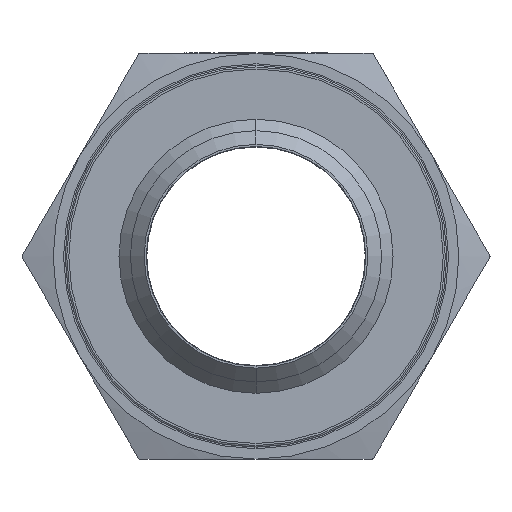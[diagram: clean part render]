
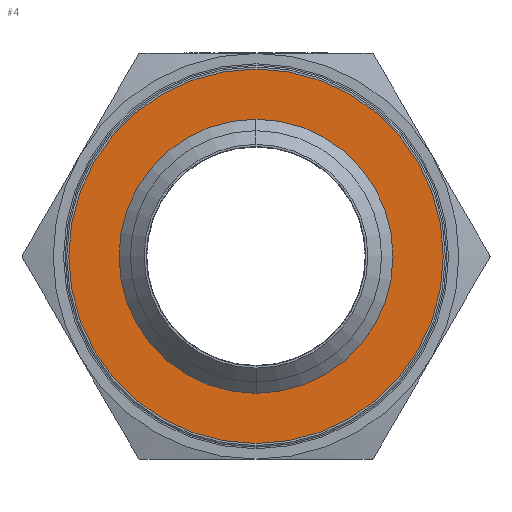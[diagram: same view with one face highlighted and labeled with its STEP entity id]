
A CAD part, left-side view. The second image highlights one B-rep face of the part: STEP entity #4.
In plain terms, the highlighted planar face has unit normal (-1, 0, 0).
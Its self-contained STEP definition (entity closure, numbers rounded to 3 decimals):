
#4 = ADVANCED_FACE ( 'NONE', ( #10670, #10002 ), #10623, .F. ) ;
#238 = ORIENTED_EDGE ( 'NONE', *, *, #10560, .T. ) ;
#585 = EDGE_CURVE ( 'NONE', #2250, #8495, #2236, .T. ) ;
#895 = AXIS2_PLACEMENT_3D ( 'NONE', #5920, #4999, #13448 ) ;
#1478 = VERTEX_POINT ( 'NONE', #7057 ) ;
#2236 = CIRCLE ( 'NONE', #12854, 26.35 ) ;
#2250 = VERTEX_POINT ( 'NONE', #11354 ) ;
#2410 = VERTEX_POINT ( 'NONE', #5066 ) ;
#3064 = DIRECTION ( 'NONE',  ( 0., 1., 0. ) ) ;
#3350 = CARTESIAN_POINT ( 'NONE',  ( -11.95, 0., 0. ) ) ;
#3439 = DIRECTION ( 'NONE',  ( 0., 0., 1. ) ) ;
#3945 = DIRECTION ( 'NONE',  ( 1., 0., 0. ) ) ;
#4311 = DIRECTION ( 'NONE',  ( 1., 0., 0. ) ) ;
#4999 = DIRECTION ( 'NONE',  ( -1., 0., 0. ) ) ;
#5066 = CARTESIAN_POINT ( 'NONE',  ( -11.95, 0., 36. ) ) ;
#5555 = AXIS2_PLACEMENT_3D ( 'NONE', #12747, #4311, #3064 ) ;
#5749 = CARTESIAN_POINT ( 'NONE',  ( -11.95, 0., 0. ) ) ;
#5835 = DIRECTION ( 'NONE',  ( 0., 0., 1. ) ) ;
#5920 = CARTESIAN_POINT ( 'NONE',  ( -11.95, 0., 0. ) ) ;
#5929 = AXIS2_PLACEMENT_3D ( 'NONE', #3350, #8621, #3439 ) ;
#6603 = CARTESIAN_POINT ( 'NONE',  ( -11.95, 0., 26.35 ) ) ;
#6990 = CARTESIAN_POINT ( 'NONE',  ( -11.95, 0., 0. ) ) ;
#7057 = CARTESIAN_POINT ( 'NONE',  ( -11.95, 0., -36. ) ) ;
#7559 = ORIENTED_EDGE ( 'NONE', *, *, #8965, .T. ) ;
#8013 = ORIENTED_EDGE ( 'NONE', *, *, #585, .T. ) ;
#8269 = EDGE_LOOP ( 'NONE', ( #12424, #238 ) ) ;
#8495 = VERTEX_POINT ( 'NONE', #6603 ) ;
#8621 = DIRECTION ( 'NONE',  ( -1., 0., 0. ) ) ;
#8965 = EDGE_CURVE ( 'NONE', #8495, #2250, #11712, .T. ) ;
#10002 = FACE_OUTER_BOUND ( 'NONE', #8269, .T. ) ;
#10560 = EDGE_CURVE ( 'NONE', #1478, #2410, #12004, .T. ) ;
#10623 = PLANE ( 'NONE',  #5555 ) ;
#10670 = FACE_BOUND ( 'NONE', #12713, .T. ) ;
#10984 = CIRCLE ( 'NONE', #895, 36. ) ;
#11250 = DIRECTION ( 'NONE',  ( 0., 0., 1. ) ) ;
#11354 = CARTESIAN_POINT ( 'NONE',  ( -11.95, 0., -26.35 ) ) ;
#11712 = CIRCLE ( 'NONE', #13485, 26.35 ) ;
#12004 = CIRCLE ( 'NONE', #5929, 36. ) ;
#12186 = DIRECTION ( 'NONE',  ( 1., 0., 0. ) ) ;
#12293 = EDGE_CURVE ( 'NONE', #2410, #1478, #10984, .T. ) ;
#12424 = ORIENTED_EDGE ( 'NONE', *, *, #12293, .T. ) ;
#12713 = EDGE_LOOP ( 'NONE', ( #7559, #8013 ) ) ;
#12747 = CARTESIAN_POINT ( 'NONE',  ( -11.95, 0., 0. ) ) ;
#12854 = AXIS2_PLACEMENT_3D ( 'NONE', #6990, #3945, #11250 ) ;
#13448 = DIRECTION ( 'NONE',  ( 0., 0., 1. ) ) ;
#13485 = AXIS2_PLACEMENT_3D ( 'NONE', #5749, #12186, #5835 ) ;
